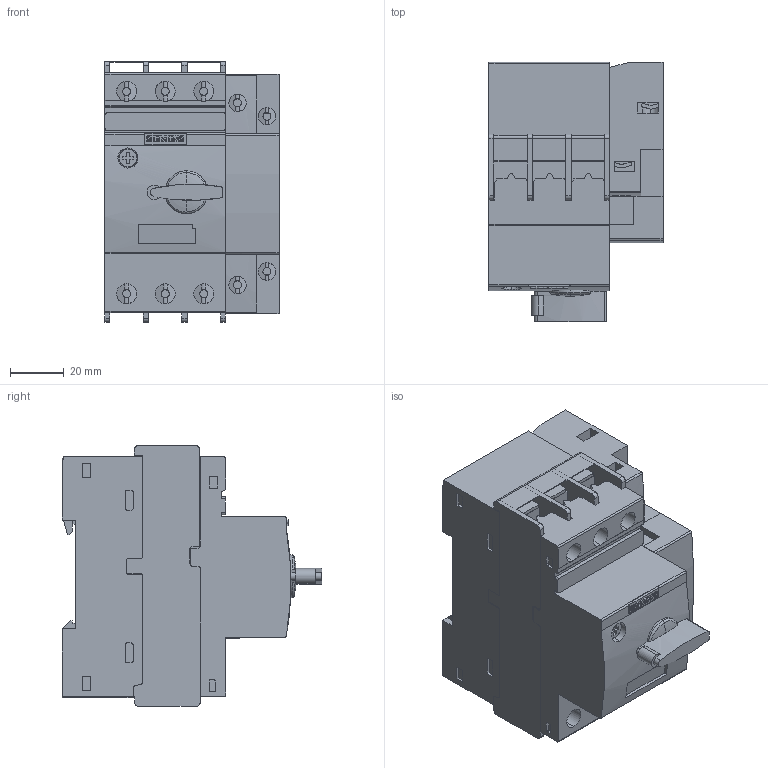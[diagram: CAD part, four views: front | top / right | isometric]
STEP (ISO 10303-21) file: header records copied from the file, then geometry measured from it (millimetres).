
FILE_DESCRIPTION(('no description'),'unknown implementation level');
FILE_NAME('3RV2121-4AA10_3D_v.stp',' ',('SIEMENS A&D'),('CADClick - KiM GmbH - www.kimweb.de'),'unknown preprocess','ACIS','unknown authorization');
FILE_SCHEMA(('automotive_design'));
Length unit declared in the file: millimetre
Products named in the file (1): 1
Bounding box: 65 x 96.9 x 97.4 mm (x, y, z)
Volume: 355856.6 mm3; surface area: 58949.6 mm2
Topology: 1 solids, 4 shells, 842 faces, 2557 edges, 1690 vertices
Faces by surface type: plane 575, cylinder 257, torus 10
Entity records: 57692 total; most frequent: CARTESIAN_POINT 6306, ORIENTED_EDGE 5114, STYLED_ITEM 5090, PRESENTATION_STYLE_ASSIGNMENT 5090, COLOUR_RGB 5090, DIRECTION 4729, EDGE_CURVE 2557, CURVE_STYLE 2557
